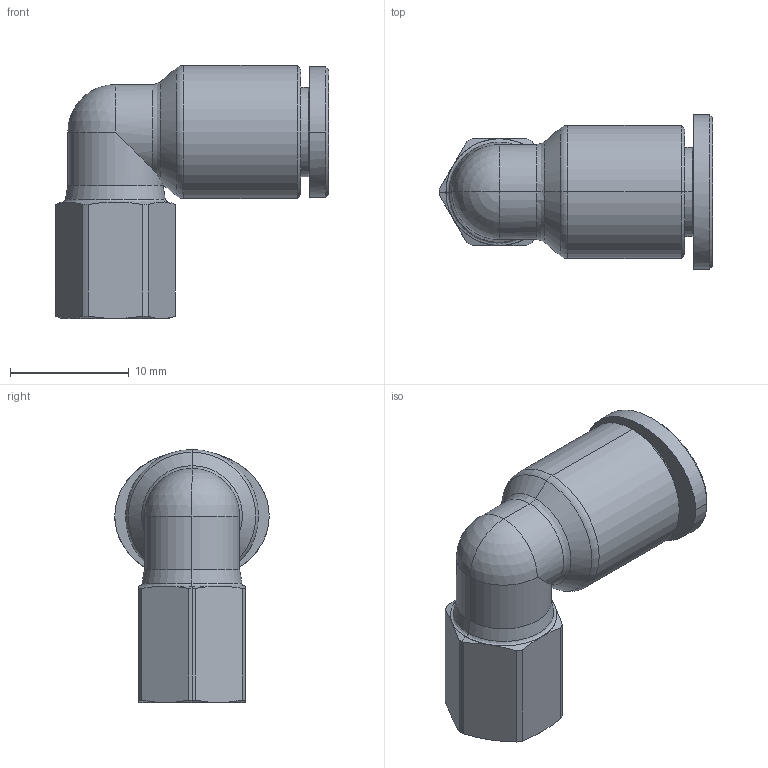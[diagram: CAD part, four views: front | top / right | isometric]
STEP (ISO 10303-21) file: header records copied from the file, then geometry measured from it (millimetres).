
FILE_DESCRIPTION((''),'2;1');
FILE_NAME('GPLF 06M5(3D).stp','2012-12-21T10:08:57',(''),(''),'Mechanical Desktop.R8.0.24.0','Mechanical Desktop.R8.0.24.0',', , ');
FILE_SCHEMA(('CONFIG_CONTROL_DESIGN'));
Length unit declared in the file: millimetre
Products named in the file (2): GPLF 06M5(3D); 睡ヶ1
Assembly tree (1 placements, depth 2):
  GPLF 06M5(3D)
    睡ヶ1
Bounding box: 23 x 13 x 21.3 mm (x, y, z)
Volume: 1959.7 mm3; surface area: 1699.5 mm2
Topology: 1 solids, 1 shells, 283 faces, 754 edges, 485 vertices
Faces by surface type: plane 188, bspline 34, cylinder 31, cone 26, sphere 2, torus 2
Entity records: 9869 total; most frequent: CARTESIAN_POINT 2832, ORIENTED_EDGE 1504, DIRECTION 1370, EDGE_CURVE 752, VECTOR 552, LINE 552, VERTEX_POINT 485, AXIS2_PLACEMENT_3D 409
